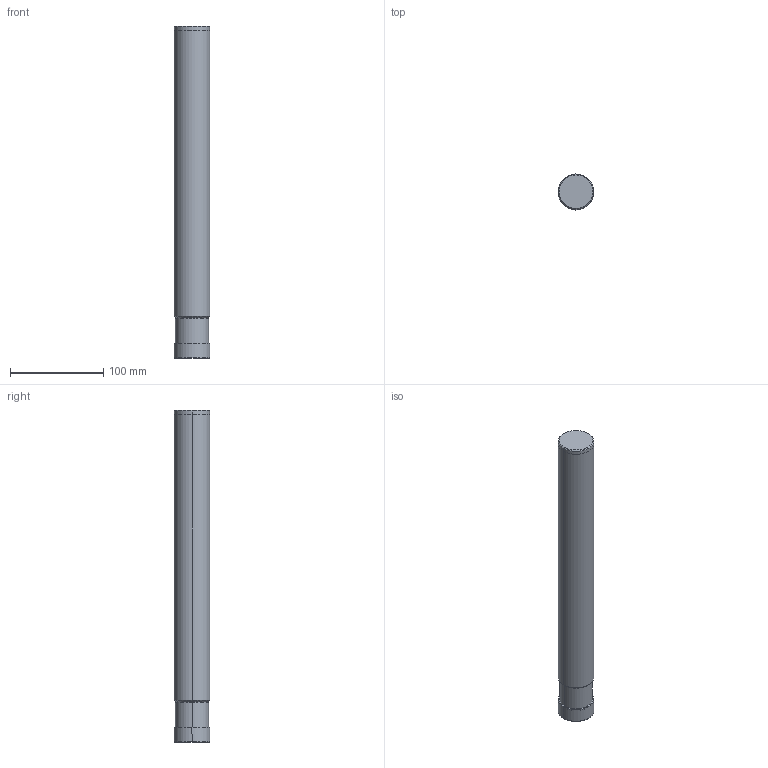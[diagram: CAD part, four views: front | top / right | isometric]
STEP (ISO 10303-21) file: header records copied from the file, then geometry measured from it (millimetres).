
FILE_DESCRIPTION(/* description */ (''),/* implementation_level */ '2;1');
FILE_NAME(/* name */ 'APX4000UR243SA24ELA_IR0_016.stp',/* time_stamp */ '2021-09-08T11:43:12+09:00',/* author */ (''),/* organization */ (''),/* preprocessor_version */ 'ST-DEVELOPER v16',/* originating_system */ 'SIEMENS PLM Software NX 10.0',/* authorisation */ '');
FILE_SCHEMA (('AUTOMOTIVE_DESIGN { 1 0 10303 214 3 1 1 1 }'));
Length unit declared in the file: millimetre
Products named in the file (1): APX4000UR243SA24ELA_IR0_016_ASM
Bounding box: 38.1 x 38.1 x 355.6 mm (x, y, z)
Volume: 410934.5 mm3; surface area: 48832.8 mm2
Topology: 2 solids, 2 shells, 66 faces, 160 edges, 119 vertices
Faces by surface type: cone 30, torus 22, cylinder 8, plane 4, bspline 2
Entity records: 2155 total; most frequent: DIRECTION 420, CARTESIAN_POINT 379, ORIENTED_EDGE 284, AXIS2_PLACEMENT_3D 186, EDGE_CURVE 142, CIRCLE 111, VERTEX_POINT 80, EDGE_LOOP 68
